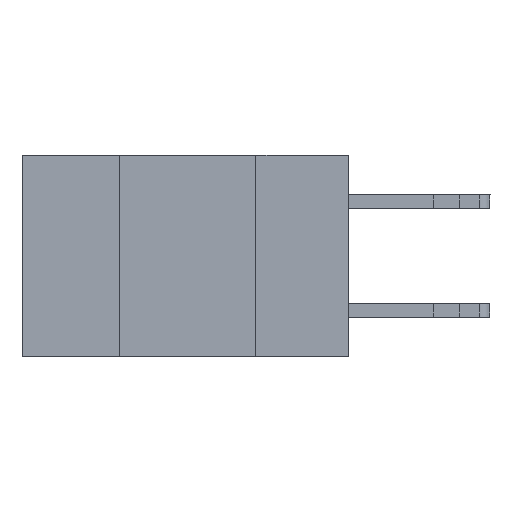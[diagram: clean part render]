
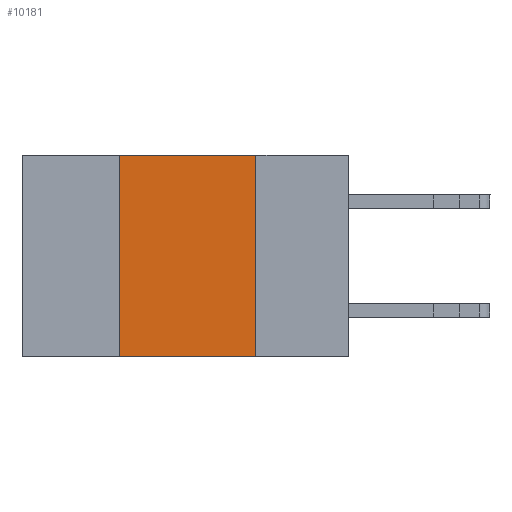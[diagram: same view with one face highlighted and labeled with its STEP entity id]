
A CAD part, left-side view. The second image highlights one B-rep face of the part: STEP entity #10181.
In plain terms, the highlighted planar face has unit normal (-1, 0, 0).
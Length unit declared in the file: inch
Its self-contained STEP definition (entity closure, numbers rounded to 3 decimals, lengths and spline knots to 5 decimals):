
#740 = LINE ( 'NONE', #1150, #8805 ) ;
#1150 = CARTESIAN_POINT ( 'NONE',  ( 0., 0.17, 0. ) ) ;
#2095 = LINE ( 'NONE', #12920, #22023 ) ;
#2126 = CARTESIAN_POINT ( 'NONE',  ( 0., 0.6, 0. ) ) ;
#2948 = EDGE_CURVE ( 'NONE', #24514, #7115, #19085, .T. ) ;
#3448 = VECTOR ( 'NONE', #24549, 39.37008 ) ;
#4291 = FACE_OUTER_BOUND ( 'NONE', #7079, .T. ) ;
#4314 = CARTESIAN_POINT ( 'NONE',  ( 0., 0.17, -0.37 ) ) ;
#4466 = DIRECTION ( 'NONE',  ( 0., 0., 1. ) ) ;
#5067 = DIRECTION ( 'NONE',  ( 0., 0., -1. ) ) ;
#5236 = LINE ( 'NONE', #22033, #3448 ) ;
#6024 = CARTESIAN_POINT ( 'NONE',  ( 0., 0.42, 0. ) ) ;
#6406 = CARTESIAN_POINT ( 'NONE',  ( 0., 0.17, 0. ) ) ;
#6934 = DIRECTION ( 'NONE',  ( 0., 0., -1. ) ) ;
#7079 = EDGE_LOOP ( 'NONE', ( #16263, #17027, #19402, #9482 ) ) ;
#7115 = VERTEX_POINT ( 'NONE', #6406 ) ;
#8284 = AXIS2_PLACEMENT_3D ( 'NONE', #10685, #25438, #6934 ) ;
#8805 = VECTOR ( 'NONE', #5067, 39.37008 ) ;
#9482 = ORIENTED_EDGE ( 'NONE', *, *, #13516, .T. ) ;
#10181 = ADVANCED_FACE ( 'NONE', ( #4291 ), #12750, .F. ) ;
#10685 = CARTESIAN_POINT ( 'NONE',  ( 0., 0.6, 0. ) ) ;
#12750 = PLANE ( 'NONE',  #8284 ) ;
#12920 = CARTESIAN_POINT ( 'NONE',  ( 0., 0.42, 0. ) ) ;
#13516 = EDGE_CURVE ( 'NONE', #26961, #14701, #5236, .T. ) ;
#14059 = EDGE_CURVE ( 'NONE', #7115, #14701, #740, .T. ) ;
#14701 = VERTEX_POINT ( 'NONE', #4314 ) ;
#16263 = ORIENTED_EDGE ( 'NONE', *, *, #14059, .F. ) ;
#17027 = ORIENTED_EDGE ( 'NONE', *, *, #2948, .F. ) ;
#19085 = LINE ( 'NONE', #2126, #19127 ) ;
#19127 = VECTOR ( 'NONE', #25501, 39.37008 ) ;
#19402 = ORIENTED_EDGE ( 'NONE', *, *, #20462, .F. ) ;
#20462 = EDGE_CURVE ( 'NONE', #26961, #24514, #2095, .T. ) ;
#22023 = VECTOR ( 'NONE', #4466, 39.37008 ) ;
#22033 = CARTESIAN_POINT ( 'NONE',  ( 0., 0.6, -0.37 ) ) ;
#22151 = CARTESIAN_POINT ( 'NONE',  ( 0., 0.42, -0.37 ) ) ;
#24514 = VERTEX_POINT ( 'NONE', #6024 ) ;
#24549 = DIRECTION ( 'NONE',  ( 0., -1., 0. ) ) ;
#25438 = DIRECTION ( 'NONE',  ( 1., 0., 0. ) ) ;
#25501 = DIRECTION ( 'NONE',  ( 0., -1., 0. ) ) ;
#26961 = VERTEX_POINT ( 'NONE', #22151 ) ;
